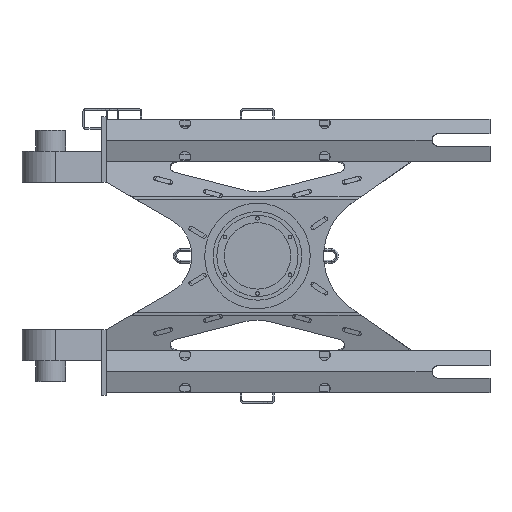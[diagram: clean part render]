
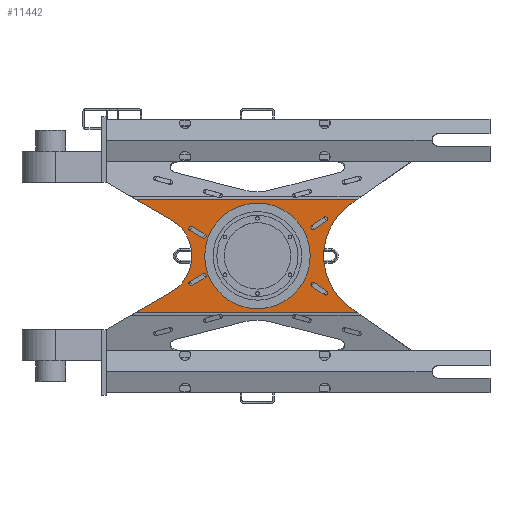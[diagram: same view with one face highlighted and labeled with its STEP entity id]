
A CAD part, top view. The second image highlights one B-rep face of the part: STEP entity #11442.
In plain terms, the highlighted face is planar.
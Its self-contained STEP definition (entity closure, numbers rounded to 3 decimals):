
#10820=CARTESIAN_POINT('Vertex',(38.5,3.,-82.581)) ;
#10823=CARTESIAN_POINT('Line Origine',(38.5,3.,0.)) ;
#10827=CARTESIAN_POINT('Vertex',(38.5,3.,67.867)) ;
#10921=CARTESIAN_POINT('Vertex',(24.682,3.,-58.647)) ;
#10924=CARTESIAN_POINT('Line Origine',(31.591,3.,-70.614)) ;
#11233=CARTESIAN_POINT('Axis2P3D Location',(-38.5,3.,0.)) ;
#11238=CARTESIAN_POINT('Axis2P3D Location',(0.,3.,-72.897)) ;
#11242=CARTESIAN_POINT('Vertex',(-24.682,3.,-58.647)) ;
#11245=CARTESIAN_POINT('Line Origine',(-31.591,3.,-70.614)) ;
#11249=CARTESIAN_POINT('Vertex',(-38.5,3.,-82.581)) ;
#11252=CARTESIAN_POINT('Line Origine',(-38.5,3.,-7.357)) ;
#11256=CARTESIAN_POINT('Vertex',(-38.5,3.,67.867)) ;
#11259=CARTESIAN_POINT('Line Origine',(-36.862,3.,65.528)) ;
#11263=CARTESIAN_POINT('Vertex',(-35.224,3.,63.188)) ;
#11266=CARTESIAN_POINT('Axis2P3D Location',(0.,3.,87.852)) ;
#11270=CARTESIAN_POINT('Vertex',(35.224,3.,63.188)) ;
#11273=CARTESIAN_POINT('Line Origine',(36.862,3.,65.528)) ;
#11288=CARTESIAN_POINT('Line Origine',(-23.342,3.,40.989)) ;
#11292=CARTESIAN_POINT('Vertex',(-20.474,3.,36.893)) ;
#11294=CARTESIAN_POINT('Vertex',(-26.209,3.,45.084)) ;
#11297=CARTESIAN_POINT('Axis2P3D Location',(-19.245,3.,37.753)) ;
#11301=CARTESIAN_POINT('Vertex',(-18.016,3.,38.614)) ;
#11304=CARTESIAN_POINT('Line Origine',(-20.884,3.,42.709)) ;
#11308=CARTESIAN_POINT('Vertex',(-23.752,3.,46.805)) ;
#11311=CARTESIAN_POINT('Axis2P3D Location',(-24.981,3.,45.945)) ;
#11322=CARTESIAN_POINT('Line Origine',(-14.682,3.,-41.327)) ;
#11326=CARTESIAN_POINT('Vertex',(-12.182,3.,-36.997)) ;
#11328=CARTESIAN_POINT('Vertex',(-17.182,3.,-45.657)) ;
#11331=CARTESIAN_POINT('Axis2P3D Location',(-13.481,3.,-36.247)) ;
#11335=CARTESIAN_POINT('Vertex',(-14.78,3.,-35.497)) ;
#11338=CARTESIAN_POINT('Line Origine',(-17.28,3.,-39.827)) ;
#11342=CARTESIAN_POINT('Vertex',(-19.78,3.,-44.157)) ;
#11345=CARTESIAN_POINT('Axis2P3D Location',(-18.481,3.,-44.907)) ;
#11356=CARTESIAN_POINT('Axis2P3D Location',(18.481,3.,-44.907)) ;
#11360=CARTESIAN_POINT('Vertex',(19.78,3.,-44.157)) ;
#11362=CARTESIAN_POINT('Vertex',(17.182,3.,-45.657)) ;
#11365=CARTESIAN_POINT('Line Origine',(17.28,3.,-39.827)) ;
#11369=CARTESIAN_POINT('Vertex',(14.78,3.,-35.497)) ;
#11372=CARTESIAN_POINT('Axis2P3D Location',(13.481,3.,-36.247)) ;
#11376=CARTESIAN_POINT('Vertex',(12.182,3.,-36.997)) ;
#11379=CARTESIAN_POINT('Line Origine',(14.682,3.,-41.327)) ;
#11390=CARTESIAN_POINT('Line Origine',(20.884,3.,42.709)) ;
#11394=CARTESIAN_POINT('Vertex',(18.016,3.,38.614)) ;
#11396=CARTESIAN_POINT('Vertex',(23.752,3.,46.805)) ;
#11399=CARTESIAN_POINT('Axis2P3D Location',(19.245,3.,37.753)) ;
#11403=CARTESIAN_POINT('Vertex',(20.474,3.,36.893)) ;
#11406=CARTESIAN_POINT('Line Origine',(23.342,3.,40.989)) ;
#11410=CARTESIAN_POINT('Vertex',(26.209,3.,45.084)) ;
#11413=CARTESIAN_POINT('Axis2P3D Location',(24.981,3.,45.945)) ;
#11424=CARTESIAN_POINT('Axis2P3D Location',(0.,3.,0.)) ;
#11428=CARTESIAN_POINT('Vertex',(30.,3.,0.)) ;
#11430=CARTESIAN_POINT('Vertex',(-30.,3.,0.)) ;
#11433=CARTESIAN_POINT('Axis2P3D Location',(0.,3.,0.)) ;
#10824=DIRECTION('Vector Direction',(0.,0.,1.)) ;
#10925=DIRECTION('Vector Direction',(-0.5,0.,0.866)) ;
#11234=DIRECTION('Axis2P3D Direction',(0.,-1.,0.)) ;
#11235=DIRECTION('Axis2P3D XDirection',(1.,0.,0.)) ;
#11239=DIRECTION('Axis2P3D Direction',(0.,-1.,0.)) ;
#11246=DIRECTION('Vector Direction',(0.5,0.,0.866)) ;
#11253=DIRECTION('Vector Direction',(0.,0.,1.)) ;
#11260=DIRECTION('Vector Direction',(0.574,0.,-0.819)) ;
#11267=DIRECTION('Axis2P3D Direction',(0.,-1.,0.)) ;
#11274=DIRECTION('Vector Direction',(-0.574,0.,-0.819)) ;
#11289=DIRECTION('Vector Direction',(0.574,0.,-0.819)) ;
#11298=DIRECTION('Axis2P3D Direction',(0.,-1.,0.)) ;
#11305=DIRECTION('Vector Direction',(-0.574,0.,0.819)) ;
#11312=DIRECTION('Axis2P3D Direction',(0.,-1.,0.)) ;
#11323=DIRECTION('Vector Direction',(-0.5,0.,-0.866)) ;
#11332=DIRECTION('Axis2P3D Direction',(0.,-1.,0.)) ;
#11339=DIRECTION('Vector Direction',(0.5,0.,0.866)) ;
#11346=DIRECTION('Axis2P3D Direction',(0.,-1.,0.)) ;
#11357=DIRECTION('Axis2P3D Direction',(0.,-1.,0.)) ;
#11366=DIRECTION('Vector Direction',(-0.5,0.,0.866)) ;
#11373=DIRECTION('Axis2P3D Direction',(0.,-1.,0.)) ;
#11380=DIRECTION('Vector Direction',(0.5,0.,-0.866)) ;
#11391=DIRECTION('Vector Direction',(0.574,0.,0.819)) ;
#11400=DIRECTION('Axis2P3D Direction',(0.,-1.,0.)) ;
#11407=DIRECTION('Vector Direction',(-0.574,0.,-0.819)) ;
#11414=DIRECTION('Axis2P3D Direction',(0.,-1.,0.)) ;
#11425=DIRECTION('Axis2P3D Direction',(0.,-1.,0.)) ;
#11434=DIRECTION('Axis2P3D Direction',(0.,-1.,0.)) ;
#11236=AXIS2_PLACEMENT_3D('Plane Axis2P3D',#11233,#11234,#11235) ;
#11240=AXIS2_PLACEMENT_3D('Circle Axis2P3D',#11238,#11239,$) ;
#11268=AXIS2_PLACEMENT_3D('Circle Axis2P3D',#11266,#11267,$) ;
#11299=AXIS2_PLACEMENT_3D('Circle Axis2P3D',#11297,#11298,$) ;
#11313=AXIS2_PLACEMENT_3D('Circle Axis2P3D',#11311,#11312,$) ;
#11333=AXIS2_PLACEMENT_3D('Circle Axis2P3D',#11331,#11332,$) ;
#11347=AXIS2_PLACEMENT_3D('Circle Axis2P3D',#11345,#11346,$) ;
#11358=AXIS2_PLACEMENT_3D('Circle Axis2P3D',#11356,#11357,$) ;
#11374=AXIS2_PLACEMENT_3D('Circle Axis2P3D',#11372,#11373,$) ;
#11401=AXIS2_PLACEMENT_3D('Circle Axis2P3D',#11399,#11400,$) ;
#11415=AXIS2_PLACEMENT_3D('Circle Axis2P3D',#11413,#11414,$) ;
#11426=AXIS2_PLACEMENT_3D('Circle Axis2P3D',#11424,#11425,$) ;
#11435=AXIS2_PLACEMENT_3D('Circle Axis2P3D',#11433,#11434,$) ;
#11279=ORIENTED_EDGE('',*,*,#10928,.T.) ;
#11280=ORIENTED_EDGE('',*,*,#11244,.T.) ;
#11281=ORIENTED_EDGE('',*,*,#11251,.T.) ;
#11282=ORIENTED_EDGE('',*,*,#11258,.T.) ;
#11283=ORIENTED_EDGE('',*,*,#11265,.T.) ;
#11284=ORIENTED_EDGE('',*,*,#11272,.T.) ;
#11285=ORIENTED_EDGE('',*,*,#11277,.T.) ;
#11286=ORIENTED_EDGE('',*,*,#10829,.F.) ;
#11317=ORIENTED_EDGE('',*,*,#11296,.F.) ;
#11318=ORIENTED_EDGE('',*,*,#11303,.F.) ;
#11319=ORIENTED_EDGE('',*,*,#11310,.F.) ;
#11320=ORIENTED_EDGE('',*,*,#11315,.F.) ;
#11351=ORIENTED_EDGE('',*,*,#11330,.F.) ;
#11352=ORIENTED_EDGE('',*,*,#11337,.F.) ;
#11353=ORIENTED_EDGE('',*,*,#11344,.F.) ;
#11354=ORIENTED_EDGE('',*,*,#11349,.F.) ;
#11385=ORIENTED_EDGE('',*,*,#11364,.F.) ;
#11386=ORIENTED_EDGE('',*,*,#11371,.F.) ;
#11387=ORIENTED_EDGE('',*,*,#11378,.F.) ;
#11388=ORIENTED_EDGE('',*,*,#11383,.F.) ;
#11419=ORIENTED_EDGE('',*,*,#11398,.F.) ;
#11420=ORIENTED_EDGE('',*,*,#11405,.F.) ;
#11421=ORIENTED_EDGE('',*,*,#11412,.F.) ;
#11422=ORIENTED_EDGE('',*,*,#11417,.F.) ;
#11439=ORIENTED_EDGE('',*,*,#11432,.F.) ;
#11440=ORIENTED_EDGE('',*,*,#11437,.F.) ;
#11321=FACE_BOUND('',#11316,.T.) ;
#11355=FACE_BOUND('',#11350,.T.) ;
#11389=FACE_BOUND('',#11384,.T.) ;
#11423=FACE_BOUND('',#11418,.T.) ;
#11441=FACE_BOUND('',#11438,.T.) ;
#10825=VECTOR('Line Direction',#10824,1.) ;
#10926=VECTOR('Line Direction',#10925,1.) ;
#11247=VECTOR('Line Direction',#11246,1.) ;
#11254=VECTOR('Line Direction',#11253,1.) ;
#11261=VECTOR('Line Direction',#11260,1.) ;
#11275=VECTOR('Line Direction',#11274,1.) ;
#11290=VECTOR('Line Direction',#11289,1.) ;
#11306=VECTOR('Line Direction',#11305,1.) ;
#11324=VECTOR('Line Direction',#11323,1.) ;
#11340=VECTOR('Line Direction',#11339,1.) ;
#11367=VECTOR('Line Direction',#11366,1.) ;
#11381=VECTOR('Line Direction',#11380,1.) ;
#11392=VECTOR('Line Direction',#11391,1.) ;
#11408=VECTOR('Line Direction',#11407,1.) ;
#11442=ADVANCED_FACE('Corps principal',(#11287,#11321,#11355,#11389,#11423,#11441),#11237,.F.) ;
#11241=CIRCLE('generated circle',#11240,28.5) ;
#11269=CIRCLE('generated circle',#11268,43.) ;
#11300=CIRCLE('generated circle',#11299,1.5) ;
#11314=CIRCLE('generated circle',#11313,1.5) ;
#11334=CIRCLE('generated circle',#11333,1.5) ;
#11348=CIRCLE('generated circle',#11347,1.5) ;
#11359=CIRCLE('generated circle',#11358,1.5) ;
#11375=CIRCLE('generated circle',#11374,1.5) ;
#11402=CIRCLE('generated circle',#11401,1.5) ;
#11416=CIRCLE('generated circle',#11415,1.5) ;
#11427=CIRCLE('generated circle',#11426,30.) ;
#11436=CIRCLE('generated circle',#11435,30.) ;
#10829=EDGE_CURVE('',#10821,#10828,#10826,.T.) ;
#10928=EDGE_CURVE('',#10821,#10922,#10927,.T.) ;
#11244=EDGE_CURVE('',#10922,#11243,#11241,.T.) ;
#11251=EDGE_CURVE('',#11243,#11250,#11248,.F.) ;
#11258=EDGE_CURVE('',#11250,#11257,#11255,.T.) ;
#11265=EDGE_CURVE('',#11257,#11264,#11262,.T.) ;
#11272=EDGE_CURVE('',#11264,#11271,#11269,.T.) ;
#11277=EDGE_CURVE('',#11271,#10828,#11276,.F.) ;
#11296=EDGE_CURVE('',#11293,#11295,#11291,.F.) ;
#11303=EDGE_CURVE('',#11302,#11293,#11300,.F.) ;
#11310=EDGE_CURVE('',#11309,#11302,#11307,.F.) ;
#11315=EDGE_CURVE('',#11295,#11309,#11314,.F.) ;
#11330=EDGE_CURVE('',#11327,#11329,#11325,.T.) ;
#11337=EDGE_CURVE('',#11336,#11327,#11334,.F.) ;
#11344=EDGE_CURVE('',#11343,#11336,#11341,.T.) ;
#11349=EDGE_CURVE('',#11329,#11343,#11348,.F.) ;
#11364=EDGE_CURVE('',#11361,#11363,#11359,.F.) ;
#11371=EDGE_CURVE('',#11370,#11361,#11368,.F.) ;
#11378=EDGE_CURVE('',#11377,#11370,#11375,.F.) ;
#11383=EDGE_CURVE('',#11363,#11377,#11382,.F.) ;
#11398=EDGE_CURVE('',#11395,#11397,#11393,.T.) ;
#11405=EDGE_CURVE('',#11404,#11395,#11402,.F.) ;
#11412=EDGE_CURVE('',#11411,#11404,#11409,.T.) ;
#11417=EDGE_CURVE('',#11397,#11411,#11416,.F.) ;
#11432=EDGE_CURVE('',#11429,#11431,#11427,.F.) ;
#11437=EDGE_CURVE('',#11431,#11429,#11436,.F.) ;
#11278=EDGE_LOOP('',(#11279,#11280,#11281,#11282,#11283,#11284,#11285,#11286)) ;
#11316=EDGE_LOOP('',(#11317,#11318,#11319,#11320)) ;
#11350=EDGE_LOOP('',(#11351,#11352,#11353,#11354)) ;
#11384=EDGE_LOOP('',(#11385,#11386,#11387,#11388)) ;
#11418=EDGE_LOOP('',(#11419,#11420,#11421,#11422)) ;
#11438=EDGE_LOOP('',(#11439,#11440)) ;
#11287=FACE_OUTER_BOUND('',#11278,.T.) ;
#10826=LINE('Line',#10823,#10825) ;
#10927=LINE('Line',#10924,#10926) ;
#11248=LINE('Line',#11245,#11247) ;
#11255=LINE('Line',#11252,#11254) ;
#11262=LINE('Line',#11259,#11261) ;
#11276=LINE('Line',#11273,#11275) ;
#11291=LINE('Line',#11288,#11290) ;
#11307=LINE('Line',#11304,#11306) ;
#11325=LINE('Line',#11322,#11324) ;
#11341=LINE('Line',#11338,#11340) ;
#11368=LINE('Line',#11365,#11367) ;
#11382=LINE('Line',#11379,#11381) ;
#11393=LINE('Line',#11390,#11392) ;
#11409=LINE('Line',#11406,#11408) ;
#11237=PLANE('Plane',#11236) ;
#10821=VERTEX_POINT('',#10820) ;
#10828=VERTEX_POINT('',#10827) ;
#10922=VERTEX_POINT('',#10921) ;
#11243=VERTEX_POINT('',#11242) ;
#11250=VERTEX_POINT('',#11249) ;
#11257=VERTEX_POINT('',#11256) ;
#11264=VERTEX_POINT('',#11263) ;
#11271=VERTEX_POINT('',#11270) ;
#11293=VERTEX_POINT('',#11292) ;
#11295=VERTEX_POINT('',#11294) ;
#11302=VERTEX_POINT('',#11301) ;
#11309=VERTEX_POINT('',#11308) ;
#11327=VERTEX_POINT('',#11326) ;
#11329=VERTEX_POINT('',#11328) ;
#11336=VERTEX_POINT('',#11335) ;
#11343=VERTEX_POINT('',#11342) ;
#11361=VERTEX_POINT('',#11360) ;
#11363=VERTEX_POINT('',#11362) ;
#11370=VERTEX_POINT('',#11369) ;
#11377=VERTEX_POINT('',#11376) ;
#11395=VERTEX_POINT('',#11394) ;
#11397=VERTEX_POINT('',#11396) ;
#11404=VERTEX_POINT('',#11403) ;
#11411=VERTEX_POINT('',#11410) ;
#11429=VERTEX_POINT('',#11428) ;
#11431=VERTEX_POINT('',#11430) ;
